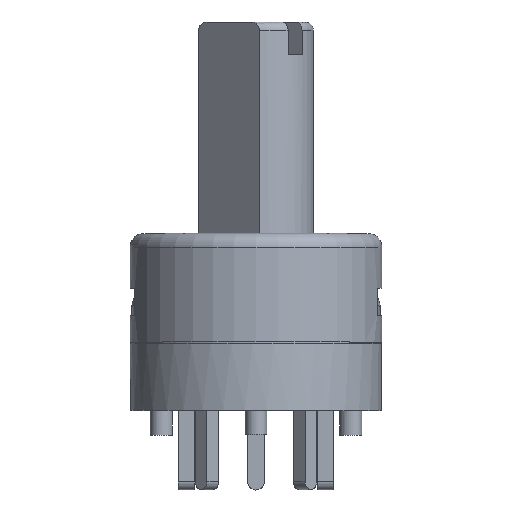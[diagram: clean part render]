
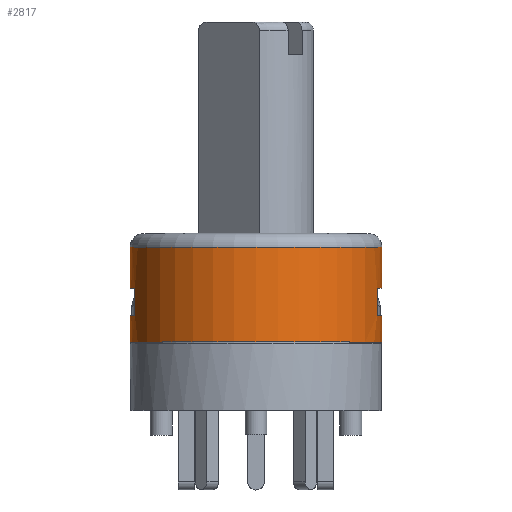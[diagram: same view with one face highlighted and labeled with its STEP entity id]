
A CAD part, top view. The second image highlights one B-rep face of the part: STEP entity #2817.
In plain terms, the highlighted cylindrical face has radius 4.6 mm (diameter 9.2 mm), a full revolution.
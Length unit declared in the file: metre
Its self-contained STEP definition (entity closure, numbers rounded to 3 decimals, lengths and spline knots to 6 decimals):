
#82=CYLINDRICAL_SURFACE('',#3731,0.0046);
#117=CIRCLE('',#3635,0.0046);
#120=CIRCLE('',#3639,0.0046);
#123=CIRCLE('',#3643,0.0046);
#164=CIRCLE('',#3732,0.0046);
#165=CIRCLE('',#3733,0.0046);
#166=CIRCLE('',#3734,0.0046);
#437=ORIENTED_EDGE('',*,*,#998,.F.);
#438=ORIENTED_EDGE('',*,*,#1096,.T.);
#439=ORIENTED_EDGE('',*,*,#993,.T.);
#440=ORIENTED_EDGE('',*,*,#1161,.F.);
#441=ORIENTED_EDGE('',*,*,#1162,.F.);
#442=ORIENTED_EDGE('',*,*,#1163,.T.);
#443=ORIENTED_EDGE('',*,*,#1164,.F.);
#444=ORIENTED_EDGE('',*,*,#1004,.F.);
#445=ORIENTED_EDGE('',*,*,#1165,.T.);
#446=ORIENTED_EDGE('',*,*,#1166,.T.);
#993=EDGE_CURVE('',#1373,#1375,#117,.T.);
#998=EDGE_CURVE('',#1380,#1381,#120,.T.);
#1004=EDGE_CURVE('',#1386,#1387,#123,.T.);
#1096=EDGE_CURVE('',#1380,#1373,#1695,.T.);
#1161=EDGE_CURVE('',#1381,#1375,#1733,.T.);
#1162=EDGE_CURVE('',#1514,#1514,#164,.T.);
#1163=EDGE_CURVE('',#1515,#1516,#165,.T.);
#1164=EDGE_CURVE('',#1387,#1516,#1734,.T.);
#1165=EDGE_CURVE('',#1386,#1515,#1735,.T.);
#1166=EDGE_CURVE('',#1517,#1517,#166,.T.);
#1373=VERTEX_POINT('',#4675);
#1375=VERTEX_POINT('',#4679);
#1380=VERTEX_POINT('',#4690);
#1381=VERTEX_POINT('',#4692);
#1386=VERTEX_POINT('',#4703);
#1387=VERTEX_POINT('',#4705);
#1514=VERTEX_POINT('',#5160);
#1515=VERTEX_POINT('',#5162);
#1516=VERTEX_POINT('',#5163);
#1517=VERTEX_POINT('',#5167);
#1695=LINE('',#4960,#1943);
#1733=LINE('',#5158,#1981);
#1734=LINE('',#5164,#1982);
#1735=LINE('',#5165,#1983);
#1943=VECTOR('',#4105,1.);
#1981=VECTOR('',#4223,1.);
#1982=VECTOR('',#4228,1.);
#1983=VECTOR('',#4229,1.);
#2177=EDGE_LOOP('',(#437,#438,#439,#440));
#2178=EDGE_LOOP('',(#441));
#2179=EDGE_LOOP('',(#442,#443,#444,#445));
#2180=EDGE_LOOP('',(#446));
#2389=FACE_BOUND('',#2177,.T.);
#2390=FACE_BOUND('',#2178,.T.);
#2391=FACE_BOUND('',#2179,.T.);
#2392=FACE_BOUND('',#2180,.T.);
#2817=ADVANCED_FACE('',(#2389,#2390,#2391,#2392),#82,.T.);
#3635=AXIS2_PLACEMENT_3D('',#4680,#3924,#3925);
#3639=AXIS2_PLACEMENT_3D('',#4691,#3934,#3935);
#3643=AXIS2_PLACEMENT_3D('',#4704,#3945,#3946);
#3731=AXIS2_PLACEMENT_3D('',#5157,#4221,#4222);
#3732=AXIS2_PLACEMENT_3D('',#5159,#4224,#4225);
#3733=AXIS2_PLACEMENT_3D('',#5161,#4226,#4227);
#3734=AXIS2_PLACEMENT_3D('',#5166,#4230,#4231);
#3924=DIRECTION('',(0.,1.,0.));
#3925=DIRECTION('',(-1.,0.,0.));
#3934=DIRECTION('',(0.,1.,0.));
#3935=DIRECTION('',(-1.,0.,0.));
#3945=DIRECTION('',(0.,1.,0.));
#3946=DIRECTION('',(0.962,0.,0.272));
#4105=DIRECTION('',(0.,1.,0.));
#4221=DIRECTION('',(0.,-1.,0.));
#4222=DIRECTION('',(1.,0.,0.));
#4223=DIRECTION('',(0.,1.,0.));
#4224=DIRECTION('',(0.,1.,0.));
#4225=DIRECTION('',(1.,0.,0.));
#4226=DIRECTION('',(0.,1.,0.));
#4227=DIRECTION('',(0.962,0.,0.272));
#4228=DIRECTION('',(0.,1.,0.));
#4229=DIRECTION('',(0.,1.,0.));
#4230=DIRECTION('',(0.,1.,0.));
#4231=DIRECTION('',(-1.,0.,0.));
#4675=CARTESIAN_POINT('',(-0.004427,-0.002,-0.00125));
#4679=CARTESIAN_POINT('',(-0.004427,-0.002,0.00125));
#4680=CARTESIAN_POINT('',(0.,-0.002,0.));
#4690=CARTESIAN_POINT('',(-0.004427,-0.003,-0.00125));
#4691=CARTESIAN_POINT('',(0.,-0.003,0.));
#4692=CARTESIAN_POINT('',(-0.004427,-0.003,0.00125));
#4703=CARTESIAN_POINT('',(0.004427,-0.003,0.00125));
#4704=CARTESIAN_POINT('',(0.,-0.003,0.));
#4705=CARTESIAN_POINT('',(0.004427,-0.003,-0.00125));
#4960=CARTESIAN_POINT('',(-0.004427,0.,-0.00125));
#5157=CARTESIAN_POINT('',(0.,0.,0.));
#5158=CARTESIAN_POINT('',(-0.004427,-0.003,0.00125));
#5159=CARTESIAN_POINT('',(0.,-0.0005,0.));
#5160=CARTESIAN_POINT('',(0.0046,-0.0005,0.));
#5161=CARTESIAN_POINT('',(0.,-0.002,0.));
#5162=CARTESIAN_POINT('',(0.004427,-0.002,0.00125));
#5163=CARTESIAN_POINT('',(0.004427,-0.002,-0.00125));
#5164=CARTESIAN_POINT('',(0.004427,-0.003,-0.00125));
#5165=CARTESIAN_POINT('',(0.004427,0.,0.00125));
#5166=CARTESIAN_POINT('',(0.,-0.00397,0.));
#5167=CARTESIAN_POINT('',(-0.0046,-0.00397,0.));
